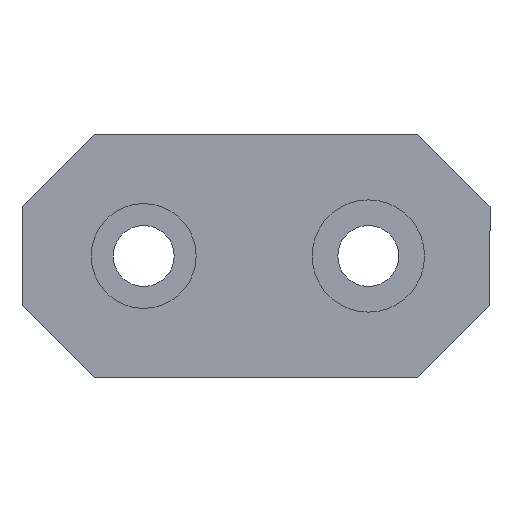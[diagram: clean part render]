
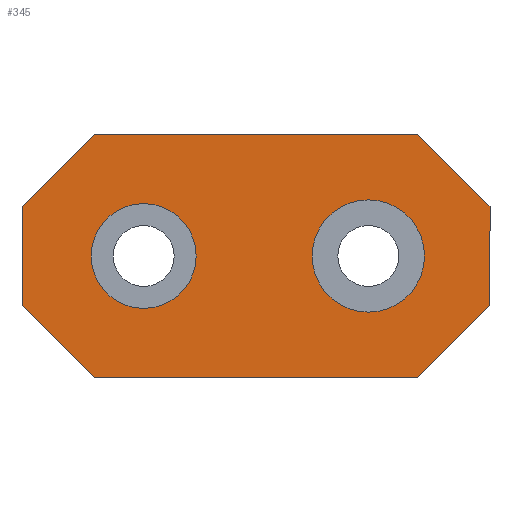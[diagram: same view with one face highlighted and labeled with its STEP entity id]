
A CAD part, front view. The second image highlights one B-rep face of the part: STEP entity #345.
In plain terms, the highlighted planar face has unit normal (0, -1, 0).
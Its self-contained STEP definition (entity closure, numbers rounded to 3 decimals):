
#116 = ORIENTED_EDGE ( 'NONE', *, *, #117, .F. ) ;
#117 = EDGE_CURVE ( 'NONE', #118, #236, #579, .T. ) ;
#118 = VERTEX_POINT ( 'NONE', #575 ) ;
#171 = VERTEX_POINT ( 'NONE', #739 ) ;
#230 = VERTEX_POINT ( 'NONE', #819 ) ;
#232 = VERTEX_POINT ( 'NONE', #835 ) ;
#233 = EDGE_CURVE ( 'NONE', #171, #230, #838, .T. ) ;
#234 = EDGE_CURVE ( 'NONE', #235, #239, #837, .T. ) ;
#235 = VERTEX_POINT ( 'NONE', #816 ) ;
#236 = VERTEX_POINT ( 'NONE', #815 ) ;
#237 = EDGE_CURVE ( 'NONE', #239, #232, #831, .T. ) ;
#238 = ORIENTED_EDGE ( 'NONE', *, *, #237, .F. ) ;
#239 = VERTEX_POINT ( 'NONE', #827 ) ;
#243 = ORIENTED_EDGE ( 'NONE', *, *, #234, .F. ) ;
#244 = ORIENTED_EDGE ( 'NONE', *, *, #245, .F. ) ;
#245 = EDGE_CURVE ( 'NONE', #332, #251, #825, .T. ) ;
#249 = ORIENTED_EDGE ( 'NONE', *, *, #250, .F. ) ;
#250 = EDGE_CURVE ( 'NONE', #251, #118, #868, .T. ) ;
#251 = VERTEX_POINT ( 'NONE', #878 ) ;
#252 = ORIENTED_EDGE ( 'NONE', *, *, #253, .F. ) ;
#253 = EDGE_CURVE ( 'NONE', #236, #235, #889, .T. ) ;
#332 = VERTEX_POINT ( 'NONE', #906 ) ;
#333 = ORIENTED_EDGE ( 'NONE', *, *, #334, .F. ) ;
#334 = EDGE_CURVE ( 'NONE', #232, #335, #905, .T. ) ;
#335 = VERTEX_POINT ( 'NONE', #983 ) ;
#336 = EDGE_CURVE ( 'NONE', #335, #332, #982, .T. ) ;
#341 = EDGE_CURVE ( 'NONE', #230, #171, #972, .T. ) ;
#342 = ORIENTED_EDGE ( 'NONE', *, *, #233, .F. ) ;
#343 = EDGE_LOOP ( 'NONE', ( #347, #356 ) ) ;
#345 = ADVANCED_FACE ( 'NONE', ( #963, #962, #961 ), #960, .T. ) ;
#346 = EDGE_LOOP ( 'NONE', ( #349, #342 ) ) ;
#347 = ORIENTED_EDGE ( 'NONE', *, *, #348, .F. ) ;
#348 = EDGE_CURVE ( 'NONE', #407, #408, #954, .T. ) ;
#349 = ORIENTED_EDGE ( 'NONE', *, *, #341, .F. ) ;
#356 = ORIENTED_EDGE ( 'NONE', *, *, #371, .F. ) ;
#357 = EDGE_LOOP ( 'NONE', ( #358, #333, #238, #243, #252, #116, #249, #244 ) ) ;
#358 = ORIENTED_EDGE ( 'NONE', *, *, #336, .F. ) ;
#371 = EDGE_CURVE ( 'NONE', #408, #407, #1045, .T. ) ;
#407 = VERTEX_POINT ( 'NONE', #1090 ) ;
#408 = VERTEX_POINT ( 'NONE', #1089 ) ;
#575 = CARTESIAN_POINT ( 'NONE',  ( -25., 0., 5.3 ) ) ;
#576 = DIRECTION ( 'NONE',  ( 0.707, 0., 0.707 ) ) ;
#577 = VECTOR ( 'NONE', #576, 1000. ) ;
#578 = CARTESIAN_POINT ( 'NONE',  ( -17.3, 0., 13. ) ) ;
#579 = LINE ( 'NONE', #578, #577 ) ;
#739 = CARTESIAN_POINT ( 'NONE',  ( 12., 0., 6. ) ) ;
#815 = CARTESIAN_POINT ( 'NONE',  ( -17.3, 0., 13. ) ) ;
#816 = CARTESIAN_POINT ( 'NONE',  ( 17.3, 0., 13. ) ) ;
#817 = DIRECTION ( 'NONE',  ( 0.707, 0., -0.707 ) ) ;
#818 = VECTOR ( 'NONE', #817, 1000. ) ;
#819 = CARTESIAN_POINT ( 'NONE',  ( 12., 0., -6. ) ) ;
#820 = AXIS2_PLACEMENT_3D ( 'NONE', #834, #833, #832 ) ;
#822 = DIRECTION ( 'NONE',  ( -0.707, 0., 0.707 ) ) ;
#823 = VECTOR ( 'NONE', #822, 1000. ) ;
#824 = CARTESIAN_POINT ( 'NONE',  ( -17.3, 0., -13. ) ) ;
#825 = LINE ( 'NONE', #824, #823 ) ;
#827 = CARTESIAN_POINT ( 'NONE',  ( 25., 0., 5.3 ) ) ;
#828 = DIRECTION ( 'NONE',  ( 0., 0., -1. ) ) ;
#829 = VECTOR ( 'NONE', #828, 1000. ) ;
#830 = CARTESIAN_POINT ( 'NONE',  ( 25., 0., 5.3 ) ) ;
#831 = LINE ( 'NONE', #830, #829 ) ;
#832 = DIRECTION ( 'NONE',  ( 0., 0., -1. ) ) ;
#833 = DIRECTION ( 'NONE',  ( 0., -1., 0. ) ) ;
#834 = CARTESIAN_POINT ( 'NONE',  ( 12., 0., 0. ) ) ;
#835 = CARTESIAN_POINT ( 'NONE',  ( 25., 0., -5.3 ) ) ;
#836 = CARTESIAN_POINT ( 'NONE',  ( 17.3, 0., 13. ) ) ;
#837 = LINE ( 'NONE', #836, #818 ) ;
#838 = CIRCLE ( 'NONE', #820, 6. ) ;
#868 = LINE ( 'NONE', #881, #880 ) ;
#878 = CARTESIAN_POINT ( 'NONE',  ( -25., 0., -5.3 ) ) ;
#879 = DIRECTION ( 'NONE',  ( 0., 0., 1. ) ) ;
#880 = VECTOR ( 'NONE', #879, 1000. ) ;
#881 = CARTESIAN_POINT ( 'NONE',  ( -25., 0., 5.3 ) ) ;
#886 = DIRECTION ( 'NONE',  ( 1., 0., 0. ) ) ;
#887 = VECTOR ( 'NONE', #886, 1000. ) ;
#888 = CARTESIAN_POINT ( 'NONE',  ( 17.3, 0., 13. ) ) ;
#889 = LINE ( 'NONE', #888, #887 ) ;
#902 = DIRECTION ( 'NONE',  ( -0.707, 0., -0.707 ) ) ;
#903 = VECTOR ( 'NONE', #902, 1000. ) ;
#904 = CARTESIAN_POINT ( 'NONE',  ( 17.3, 0., -13. ) ) ;
#905 = LINE ( 'NONE', #904, #903 ) ;
#906 = CARTESIAN_POINT ( 'NONE',  ( -17.3, 0., -13. ) ) ;
#954 = CIRCLE ( 'NONE', #1015, 5.6 ) ;
#955 = DIRECTION ( 'NONE',  ( 0., 0., -1. ) ) ;
#956 = DIRECTION ( 'NONE',  ( 0., -1., 0. ) ) ;
#957 = AXIS2_PLACEMENT_3D ( 'NONE', #959, #956, #955 ) ;
#958 = CARTESIAN_POINT ( 'NONE',  ( -12., 0., 0. ) ) ;
#959 = CARTESIAN_POINT ( 'NONE',  ( -25., 0., -13. ) ) ;
#960 = PLANE ( 'NONE',  #957 ) ;
#961 = FACE_OUTER_BOUND ( 'NONE', #357, .T. ) ;
#962 = FACE_BOUND ( 'NONE', #343, .T. ) ;
#963 = FACE_BOUND ( 'NONE', #346, .T. ) ;
#968 = DIRECTION ( 'NONE',  ( 0., 0., -1. ) ) ;
#969 = DIRECTION ( 'NONE',  ( 0., -1., 0. ) ) ;
#970 = CARTESIAN_POINT ( 'NONE',  ( 12., 0., 0. ) ) ;
#971 = AXIS2_PLACEMENT_3D ( 'NONE', #970, #969, #968 ) ;
#972 = CIRCLE ( 'NONE', #971, 6. ) ;
#979 = DIRECTION ( 'NONE',  ( -1., 0., 0. ) ) ;
#980 = VECTOR ( 'NONE', #979, 1000. ) ;
#981 = CARTESIAN_POINT ( 'NONE',  ( 17.3, 0., -13. ) ) ;
#982 = LINE ( 'NONE', #981, #980 ) ;
#983 = CARTESIAN_POINT ( 'NONE',  ( 17.3, 0., -13. ) ) ;
#1013 = DIRECTION ( 'NONE',  ( 0., 0., -1. ) ) ;
#1014 = DIRECTION ( 'NONE',  ( 0., -1., 0. ) ) ;
#1015 = AXIS2_PLACEMENT_3D ( 'NONE', #958, #1014, #1013 ) ;
#1041 = DIRECTION ( 'NONE',  ( 0., 0., -1. ) ) ;
#1042 = DIRECTION ( 'NONE',  ( 0., -1., 0. ) ) ;
#1043 = CARTESIAN_POINT ( 'NONE',  ( -12., 0., 0. ) ) ;
#1044 = AXIS2_PLACEMENT_3D ( 'NONE', #1043, #1042, #1041 ) ;
#1045 = CIRCLE ( 'NONE', #1044, 5.6 ) ;
#1089 = CARTESIAN_POINT ( 'NONE',  ( -12., 0., 5.6 ) ) ;
#1090 = CARTESIAN_POINT ( 'NONE',  ( -12., 0., -5.6 ) ) ;
